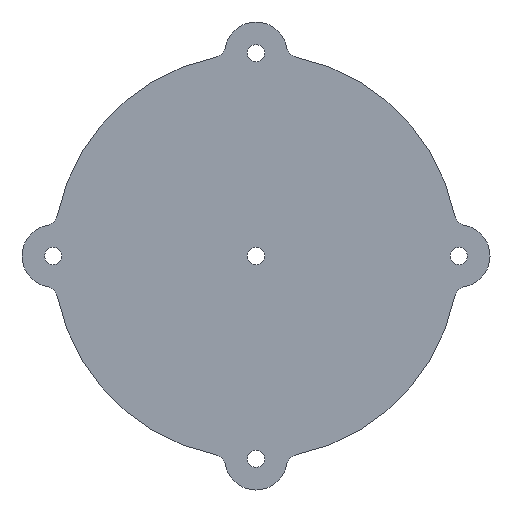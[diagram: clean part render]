
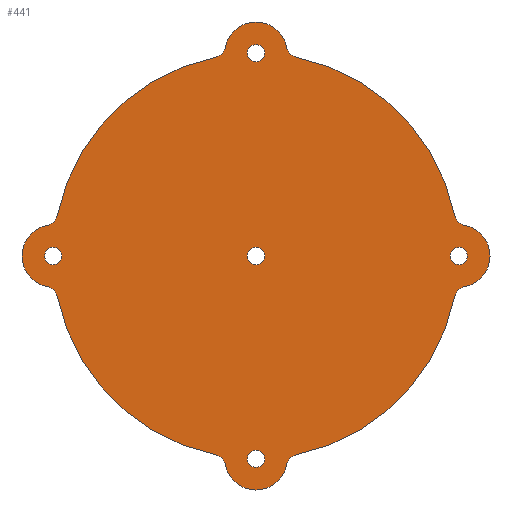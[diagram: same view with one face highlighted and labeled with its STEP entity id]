
A CAD part, front view. The second image highlights one B-rep face of the part: STEP entity #441.
In plain terms, the highlighted planar face has unit normal (0, -1, 0).
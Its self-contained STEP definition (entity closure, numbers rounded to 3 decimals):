
#20=FACE_BOUND('',#78,.T.);
#21=FACE_BOUND('',#79,.T.);
#22=FACE_BOUND('',#80,.T.);
#23=FACE_BOUND('',#81,.T.);
#24=FACE_BOUND('',#82,.T.);
#26=PLANE('',#529);
#49=FACE_OUTER_BOUND('',#77,.T.);
#77=EDGE_LOOP('',(#377,#378,#379,#380,#381,#382,#383,#384,#385,#386,#387,
#388,#389,#390,#391,#392));
#78=EDGE_LOOP('',(#393));
#79=EDGE_LOOP('',(#394));
#80=EDGE_LOOP('',(#395));
#81=EDGE_LOOP('',(#396));
#82=EDGE_LOOP('',(#397));
#125=CIRCLE('',#466,4.);
#127=CIRCLE('',#469,65.);
#129=CIRCLE('',#472,4.);
#132=CIRCLE('',#476,10.);
#133=CIRCLE('',#478,4.);
#136=CIRCLE('',#482,65.);
#137=CIRCLE('',#484,4.);
#140=CIRCLE('',#488,10.);
#141=CIRCLE('',#490,4.);
#143=CIRCLE('',#493,10.);
#145=CIRCLE('',#496,4.);
#148=CIRCLE('',#500,65.);
#149=CIRCLE('',#502,4.);
#152=CIRCLE('',#506,65.);
#153=CIRCLE('',#508,4.);
#156=CIRCLE('',#512,10.);
#158=CIRCLE('',#515,2.75);
#160=CIRCLE('',#518,2.75);
#162=CIRCLE('',#521,2.75);
#164=CIRCLE('',#524,2.75);
#166=CIRCLE('',#527,2.75);
#167=VERTEX_POINT('',#685);
#168=VERTEX_POINT('',#686);
#171=VERTEX_POINT('',#694);
#173=VERTEX_POINT('',#700);
#174=VERTEX_POINT('',#701);
#177=VERTEX_POINT('',#712);
#178=VERTEX_POINT('',#713);
#181=VERTEX_POINT('',#724);
#182=VERTEX_POINT('',#725);
#185=VERTEX_POINT('',#736);
#186=VERTEX_POINT('',#737);
#189=VERTEX_POINT('',#745);
#191=VERTEX_POINT('',#751);
#193=VERTEX_POINT('',#760);
#194=VERTEX_POINT('',#761);
#197=VERTEX_POINT('',#772);
#200=VERTEX_POINT('',#783);
#202=VERTEX_POINT('',#789);
#204=VERTEX_POINT('',#795);
#206=VERTEX_POINT('',#801);
#208=VERTEX_POINT('',#807);
#209=EDGE_CURVE('',#167,#168,#125,.T.);
#213=EDGE_CURVE('',#168,#171,#127,.T.);
#216=EDGE_CURVE('',#173,#174,#129,.T.);
#221=EDGE_CURVE('',#174,#167,#132,.T.);
#222=EDGE_CURVE('',#177,#178,#133,.T.);
#227=EDGE_CURVE('',#178,#173,#136,.T.);
#228=EDGE_CURVE('',#181,#182,#137,.T.);
#233=EDGE_CURVE('',#182,#177,#140,.T.);
#234=EDGE_CURVE('',#185,#186,#141,.T.);
#238=EDGE_CURVE('',#186,#189,#143,.T.);
#241=EDGE_CURVE('',#189,#191,#145,.T.);
#245=EDGE_CURVE('',#191,#181,#148,.T.);
#246=EDGE_CURVE('',#193,#194,#149,.T.);
#251=EDGE_CURVE('',#194,#185,#152,.T.);
#252=EDGE_CURVE('',#171,#197,#153,.T.);
#256=EDGE_CURVE('',#197,#193,#156,.T.);
#259=EDGE_CURVE('',#200,#200,#158,.T.);
#262=EDGE_CURVE('',#202,#202,#160,.T.);
#265=EDGE_CURVE('',#204,#204,#162,.T.);
#268=EDGE_CURVE('',#206,#206,#164,.T.);
#271=EDGE_CURVE('',#208,#208,#166,.T.);
#377=ORIENTED_EDGE('',*,*,#228,.F.);
#378=ORIENTED_EDGE('',*,*,#245,.F.);
#379=ORIENTED_EDGE('',*,*,#241,.F.);
#380=ORIENTED_EDGE('',*,*,#238,.F.);
#381=ORIENTED_EDGE('',*,*,#234,.F.);
#382=ORIENTED_EDGE('',*,*,#251,.F.);
#383=ORIENTED_EDGE('',*,*,#246,.F.);
#384=ORIENTED_EDGE('',*,*,#256,.F.);
#385=ORIENTED_EDGE('',*,*,#252,.F.);
#386=ORIENTED_EDGE('',*,*,#213,.F.);
#387=ORIENTED_EDGE('',*,*,#209,.F.);
#388=ORIENTED_EDGE('',*,*,#221,.F.);
#389=ORIENTED_EDGE('',*,*,#216,.F.);
#390=ORIENTED_EDGE('',*,*,#227,.F.);
#391=ORIENTED_EDGE('',*,*,#222,.F.);
#392=ORIENTED_EDGE('',*,*,#233,.F.);
#393=ORIENTED_EDGE('',*,*,#271,.F.);
#394=ORIENTED_EDGE('',*,*,#268,.F.);
#395=ORIENTED_EDGE('',*,*,#265,.F.);
#396=ORIENTED_EDGE('',*,*,#262,.F.);
#397=ORIENTED_EDGE('',*,*,#259,.F.);
#441=ADVANCED_FACE('',(#49,#20,#21,#22,#23,#24),#26,.F.);
#466=AXIS2_PLACEMENT_3D('',#687,#534,#535);
#469=AXIS2_PLACEMENT_3D('',#695,#542,#543);
#472=AXIS2_PLACEMENT_3D('',#702,#549,#550);
#476=AXIS2_PLACEMENT_3D('',#710,#559,#560);
#478=AXIS2_PLACEMENT_3D('',#714,#563,#564);
#482=AXIS2_PLACEMENT_3D('',#722,#573,#574);
#484=AXIS2_PLACEMENT_3D('',#726,#577,#578);
#488=AXIS2_PLACEMENT_3D('',#734,#587,#588);
#490=AXIS2_PLACEMENT_3D('',#738,#591,#592);
#493=AXIS2_PLACEMENT_3D('',#746,#599,#600);
#496=AXIS2_PLACEMENT_3D('',#752,#606,#607);
#500=AXIS2_PLACEMENT_3D('',#758,#615,#616);
#502=AXIS2_PLACEMENT_3D('',#762,#619,#620);
#506=AXIS2_PLACEMENT_3D('',#770,#629,#630);
#508=AXIS2_PLACEMENT_3D('',#773,#633,#634);
#512=AXIS2_PLACEMENT_3D('',#779,#642,#643);
#515=AXIS2_PLACEMENT_3D('',#785,#649,#650);
#518=AXIS2_PLACEMENT_3D('',#791,#656,#657);
#521=AXIS2_PLACEMENT_3D('',#797,#663,#664);
#524=AXIS2_PLACEMENT_3D('',#803,#670,#671);
#527=AXIS2_PLACEMENT_3D('',#809,#677,#678);
#529=AXIS2_PLACEMENT_3D('',#811,#681,#682);
#534=DIRECTION('center_axis',(0.,-1.,0.));
#535=DIRECTION('ref_axis',(-0.703,0.,0.712));
#542=DIRECTION('center_axis',(0.,1.,0.));
#543=DIRECTION('ref_axis',(-1.,0.,0.));
#549=DIRECTION('center_axis',(0.,-1.,0.));
#550=DIRECTION('ref_axis',(-0.703,0.,-0.712));
#559=DIRECTION('center_axis',(0.,1.,0.));
#560=DIRECTION('ref_axis',(-1.,0.,0.));
#563=DIRECTION('center_axis',(0.,-1.,0.));
#564=DIRECTION('ref_axis',(-0.712,0.,-0.703));
#573=DIRECTION('center_axis',(0.,1.,0.));
#574=DIRECTION('ref_axis',(-1.,0.,0.));
#577=DIRECTION('center_axis',(0.,-1.,0.));
#578=DIRECTION('ref_axis',(0.712,0.,-0.703));
#587=DIRECTION('center_axis',(0.,1.,0.));
#588=DIRECTION('ref_axis',(-1.,0.,0.));
#591=DIRECTION('center_axis',(0.,-1.,0.));
#592=DIRECTION('ref_axis',(0.703,0.,0.712));
#599=DIRECTION('center_axis',(0.,1.,0.));
#600=DIRECTION('ref_axis',(-1.,0.,0.));
#606=DIRECTION('center_axis',(0.,-1.,0.));
#607=DIRECTION('ref_axis',(0.703,0.,-0.712));
#615=DIRECTION('center_axis',(0.,1.,0.));
#616=DIRECTION('ref_axis',(-1.,0.,0.));
#619=DIRECTION('center_axis',(0.,-1.,0.));
#620=DIRECTION('ref_axis',(0.712,0.,0.703));
#629=DIRECTION('center_axis',(0.,1.,0.));
#630=DIRECTION('ref_axis',(-1.,0.,0.));
#633=DIRECTION('center_axis',(0.,-1.,0.));
#634=DIRECTION('ref_axis',(-0.712,0.,0.703));
#642=DIRECTION('center_axis',(0.,1.,0.));
#643=DIRECTION('ref_axis',(-1.,0.,0.));
#649=DIRECTION('center_axis',(0.,-1.,0.));
#650=DIRECTION('ref_axis',(1.,0.,0.));
#656=DIRECTION('center_axis',(0.,-1.,0.));
#657=DIRECTION('ref_axis',(1.,0.,0.));
#663=DIRECTION('center_axis',(0.,-1.,0.));
#664=DIRECTION('ref_axis',(1.,0.,0.));
#670=DIRECTION('center_axis',(0.,-1.,0.));
#671=DIRECTION('ref_axis',(1.,0.,0.));
#677=DIRECTION('center_axis',(0.,-1.,0.));
#678=DIRECTION('ref_axis',(1.,0.,0.));
#681=DIRECTION('center_axis',(0.,1.,0.));
#682=DIRECTION('ref_axis',(0.,0.,1.));
#685=CARTESIAN_POINT('',(66.868,0.,-9.824));
#686=CARTESIAN_POINT('',(63.696,0.,-12.956));
#687=CARTESIAN_POINT('Origin',(67.615,0.,-13.754));
#694=CARTESIAN_POINT('',(12.956,0.,-63.696));
#695=CARTESIAN_POINT('Origin',(0.,0.,0.));
#700=CARTESIAN_POINT('',(63.696,0.,12.956));
#701=CARTESIAN_POINT('',(66.868,0.,9.824));
#702=CARTESIAN_POINT('Origin',(67.615,0.,13.754));
#710=CARTESIAN_POINT('Origin',(65.,0.,0.));
#712=CARTESIAN_POINT('',(9.824,0.,66.868));
#713=CARTESIAN_POINT('',(12.956,0.,63.696));
#714=CARTESIAN_POINT('Origin',(13.754,0.,67.615));
#722=CARTESIAN_POINT('Origin',(0.,0.,0.));
#724=CARTESIAN_POINT('',(-12.956,0.,63.696));
#725=CARTESIAN_POINT('',(-9.824,0.,66.868));
#726=CARTESIAN_POINT('Origin',(-13.754,0.,67.615));
#734=CARTESIAN_POINT('Origin',(0.,0.,65.));
#736=CARTESIAN_POINT('',(-63.696,0.,-12.956));
#737=CARTESIAN_POINT('',(-66.868,0.,-9.824));
#738=CARTESIAN_POINT('Origin',(-67.615,0.,-13.754));
#745=CARTESIAN_POINT('',(-66.868,0.,9.824));
#746=CARTESIAN_POINT('Origin',(-65.,0.,0.));
#751=CARTESIAN_POINT('',(-63.696,0.,12.956));
#752=CARTESIAN_POINT('Origin',(-67.615,0.,13.754));
#758=CARTESIAN_POINT('Origin',(0.,0.,0.));
#760=CARTESIAN_POINT('',(-9.824,0.,-66.868));
#761=CARTESIAN_POINT('',(-12.956,0.,-63.696));
#762=CARTESIAN_POINT('Origin',(-13.754,0.,-67.615));
#770=CARTESIAN_POINT('Origin',(0.,0.,0.));
#772=CARTESIAN_POINT('',(9.824,0.,-66.868));
#773=CARTESIAN_POINT('Origin',(13.754,0.,-67.615));
#779=CARTESIAN_POINT('Origin',(0.,0.,-65.));
#783=CARTESIAN_POINT('',(-2.75,0.,65.));
#785=CARTESIAN_POINT('Origin',(0.,0.,65.));
#789=CARTESIAN_POINT('',(-67.75,0.,0.));
#791=CARTESIAN_POINT('Origin',(-65.,0.,0.));
#795=CARTESIAN_POINT('',(-2.75,0.,0.));
#797=CARTESIAN_POINT('Origin',(0.,0.,0.));
#801=CARTESIAN_POINT('',(-2.75,0.,-65.));
#803=CARTESIAN_POINT('Origin',(0.,0.,-65.));
#807=CARTESIAN_POINT('',(62.25,0.,0.));
#809=CARTESIAN_POINT('Origin',(65.,0.,0.));
#811=CARTESIAN_POINT('Origin',(69.615,0.,0.));
